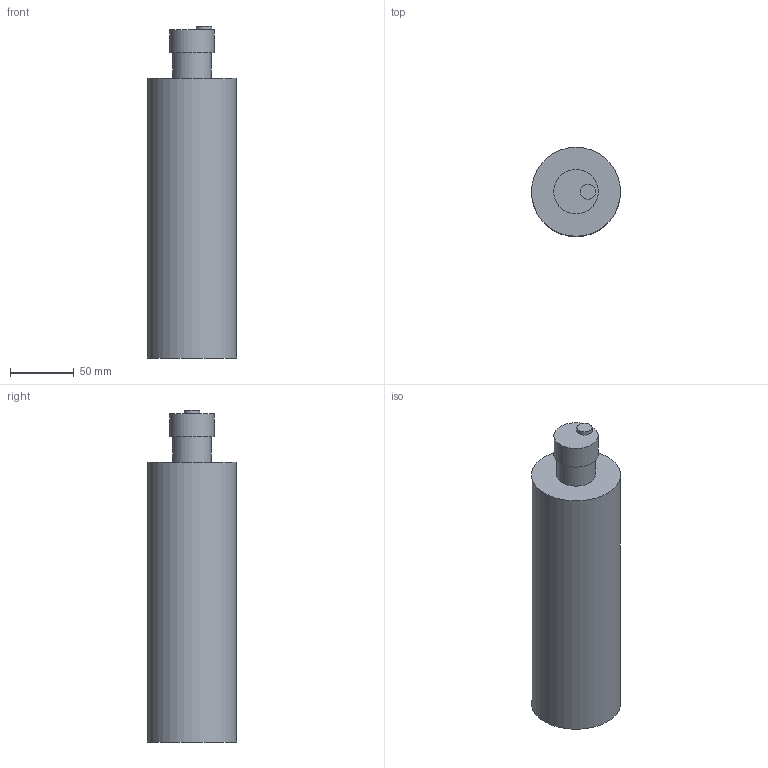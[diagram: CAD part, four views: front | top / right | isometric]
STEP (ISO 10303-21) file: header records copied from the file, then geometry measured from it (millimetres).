
FILE_DESCRIPTION(('FreeCAD Model'),'2;1');
FILE_NAME('Open CASCADE Shape Model','2025-09-22T16:36:52',('Author'),( ''),'Open CASCADE STEP processor 7.7','FreeCAD','Unknown');
FILE_SCHEMA(('AUTOMOTIVE_DESIGN { 1 0 10303 214 1 1 1 1 }'));
Length unit declared in the file: millimetre
Products named in the file (5): artifact_water_bottle; FlipTopButton; Cap; Neck; BottleBody
Assembly tree (4 placements, depth 2):
  artifact_water_bottle
    FlipTopButton
    Cap
    Neck
    BottleBody
Bounding box: 70 x 70 x 261 mm (x, y, z)
Volume: 878453.7 mm3; surface area: 63618.8 mm2
Topology: 4 solids, 4 shells, 12 faces, 12 edges, 8 vertices
Faces by surface type: plane 8, cylinder 4
Full cylindrical faces by diameter (mm): 12 x1, 30 x1, 35 x1, 70 x1
Entity records: 342 total; most frequent: DIRECTION 54, CARTESIAN_POINT 37, AXIS2_PLACEMENT_3D 25, ORIENTED_EDGE 24, ADVANCED_FACE 12, FACE_BOUND 12, EDGE_LOOP 12, EDGE_CURVE 12
